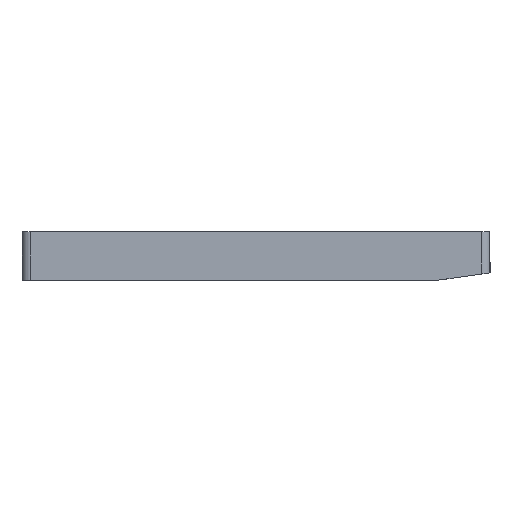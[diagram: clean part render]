
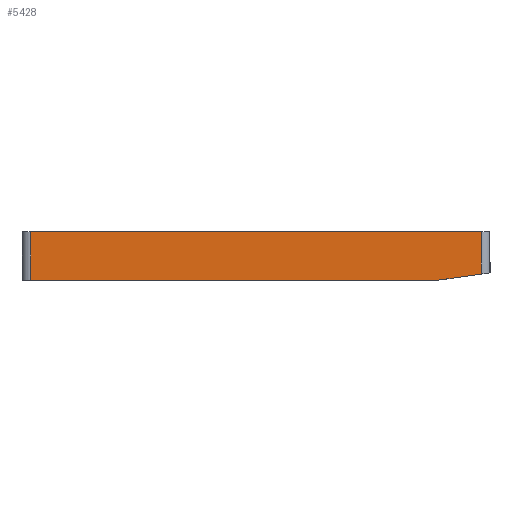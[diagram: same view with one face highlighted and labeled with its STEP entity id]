
A CAD part, left-side view. The second image highlights one B-rep face of the part: STEP entity #5428.
In plain terms, the highlighted planar face has unit normal (-1, 0, 0).
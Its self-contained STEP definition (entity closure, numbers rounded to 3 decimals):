
#39=LINE('',#7672,#582);
#70=LINE('',#7778,#613);
#76=LINE('',#7806,#619);
#565=LINE('',#9129,#1108);
#566=LINE('',#9131,#1109);
#582=VECTOR('',#6105,10.);
#613=VECTOR('',#6182,10.);
#619=VECTOR('',#6206,10.);
#1108=VECTOR('',#7541,10.);
#1109=VECTOR('',#7544,10.);
#1558=FACE_OUTER_BOUND('',#1889,.T.);
#1889=EDGE_LOOP('',(#4975,#4976,#4977,#4978,#4979));
#2164=VERTEX_POINT('',#7669);
#2165=VERTEX_POINT('',#7671);
#2216=VERTEX_POINT('',#7775);
#2217=VERTEX_POINT('',#7777);
#2230=VERTEX_POINT('',#7805);
#2694=EDGE_CURVE('',#2164,#2165,#39,.T.);
#2747=EDGE_CURVE('',#2217,#2216,#70,.T.);
#2761=EDGE_CURVE('',#2217,#2230,#76,.T.);
#3421=EDGE_CURVE('',#2230,#2164,#565,.T.);
#3422=EDGE_CURVE('',#2216,#2165,#566,.T.);
#4975=ORIENTED_EDGE('',*,*,#2747,.T.);
#4976=ORIENTED_EDGE('',*,*,#3422,.T.);
#4977=ORIENTED_EDGE('',*,*,#2694,.F.);
#4978=ORIENTED_EDGE('',*,*,#3421,.F.);
#4979=ORIENTED_EDGE('',*,*,#2761,.F.);
#5148=PLANE('',#5962);
#5428=ADVANCED_FACE('',(#1558),#5148,.T.);
#5962=AXIS2_PLACEMENT_3D('',#9130,#7542,#7543);
#6105=DIRECTION('',(0.,-1.,0.));
#6182=DIRECTION('',(0.,-0.99,0.139));
#6206=DIRECTION('',(0.,1.,0.));
#7541=DIRECTION('',(0.,0.,1.));
#7542=DIRECTION('center_axis',(-1.,0.,0.));
#7543=DIRECTION('ref_axis',(0.,1.,0.));
#7544=DIRECTION('',(0.,0.,1.));
#7669=CARTESIAN_POINT('',(9.308,115.102,7.6));
#7671=CARTESIAN_POINT('',(9.308,9.802,7.6));
#7672=CARTESIAN_POINT('',(9.308,9.802,7.6));
#7775=CARTESIAN_POINT('',(9.308,9.802,-2.269));
#7777=CARTESIAN_POINT('',(9.308,19.983,-3.7));
#7778=CARTESIAN_POINT('',(9.308,8.646,-2.107));
#7805=CARTESIAN_POINT('',(9.308,115.102,-3.7));
#7806=CARTESIAN_POINT('',(9.308,9.802,-3.7));
#9129=CARTESIAN_POINT('',(9.308,115.102,0.));
#9130=CARTESIAN_POINT('Origin',(9.308,9.802,0.));
#9131=CARTESIAN_POINT('',(9.308,9.802,0.));
